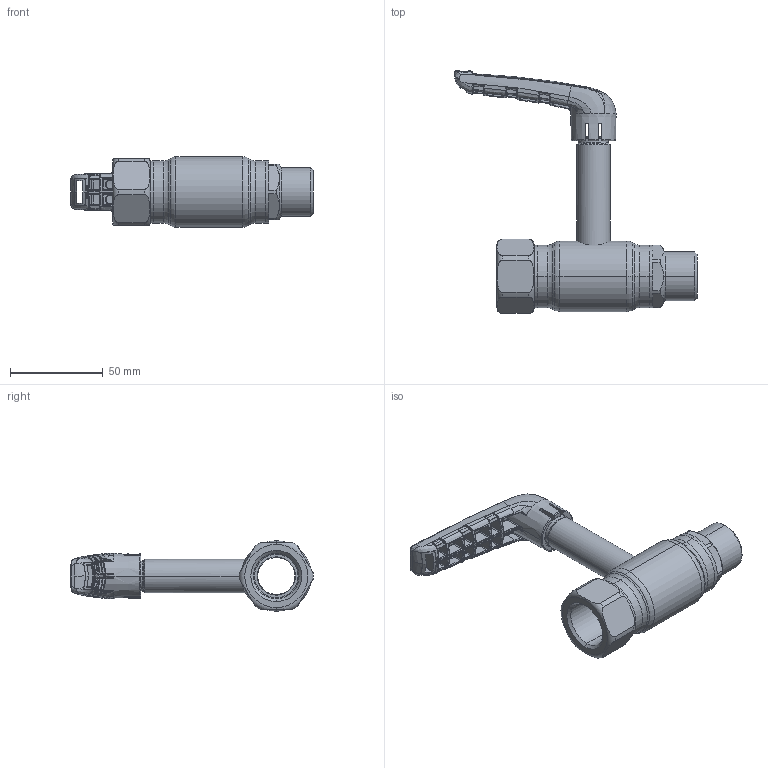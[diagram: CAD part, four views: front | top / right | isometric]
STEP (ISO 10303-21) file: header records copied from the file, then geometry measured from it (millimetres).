
FILE_DESCRIPTION (( 'STEP AP214' ), '1' );
FILE_NAME ('2020002401-xxxx.step', '2019-05-10T11:10:42', ( '' ), ( '' ), 'SwSTEP 2.0', 'SolidWorks 2017', '' );
FILE_SCHEMA (( 'AUTOMOTIVE_DESIGN' ));
Length unit declared in the file: millimetre
Products named in the file (1): 2020002401-xxxx
Bounding box: 130.78 x 130.88 x 38 mm (x, y, z)
Surface area: 29564.6 mm2 (no closed solid volume)
Topology: 0 solids, 7 shells, 809 faces, 2386 edges, 1479 vertices
Faces by surface type: bspline 647, plane 70, cylinder 42, torus 25, cone 25
Entity records: 58671 total; most frequent: CARTESIAN_POINT 34145, ORIENTED_EDGE 4095, EDGE_CURVE 2358, B_SPLINE_CURVE_WITH_KNOTS 1618, DIRECTION 1615, VERTEX_POINT 1479, EDGE_LOOP 832, UNCERTAINTY_MEASURE_WITH_UNIT 811
